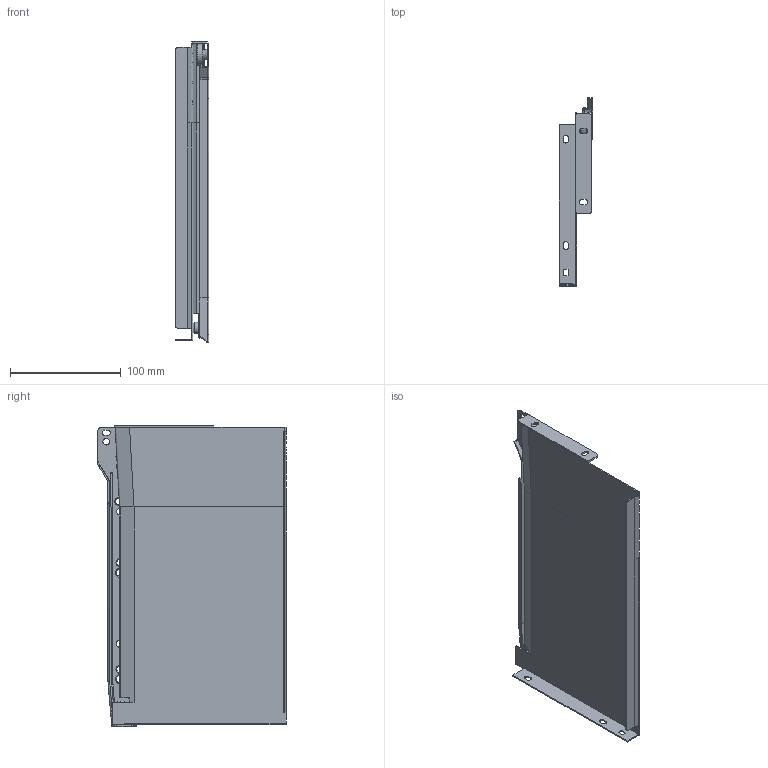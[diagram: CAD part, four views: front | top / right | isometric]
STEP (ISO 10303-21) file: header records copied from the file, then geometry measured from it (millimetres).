
FILE_DESCRIPTION (( 'STEP AP214' ), '1' );
FILE_NAME ('F000759,F000779-RIGHT-CLOSED_3D.step', '2022-11-21T18:04:27', ( '' ), ( '' ), 'SwSTEP 2.0', 'SolidWorks 2020', '' );
FILE_SCHEMA (( 'AUTOMOTIVE_DESIGN' ));
Length unit declared in the file: millimetre
Products named in the file (3): MetalBox-SIDE-Right-H150-270; F000759,F000779-RIGHT-CLOSED_3D; Koleèkový výsuv-pravý-venkovní èást-270mm
Assembly tree (2 placements, depth 2):
  F000759,F000779-RIGHT-CLOSED_3D
    Koleèkový výsuv-pravý-venkovní èást-270mm
    MetalBox-SIDE-Right-H150-270
Bounding box: 30.39 x 169.5 x 272 mm (x, y, z)
Volume: 68523.9 mm3; surface area: 123875.4 mm2
Topology: 2 solids, 2 shells, 271 faces, 712 edges, 449 vertices
Faces by surface type: plane 97, cylinder 86, bspline 48, torus 22, cone 18
Entity records: 9644 total; most frequent: CARTESIAN_POINT 2871, ORIENTED_EDGE 1416, DIRECTION 1383, EDGE_CURVE 708, AXIS2_PLACEMENT_3D 497, VERTEX_POINT 449, VECTOR 389, LINE 389
